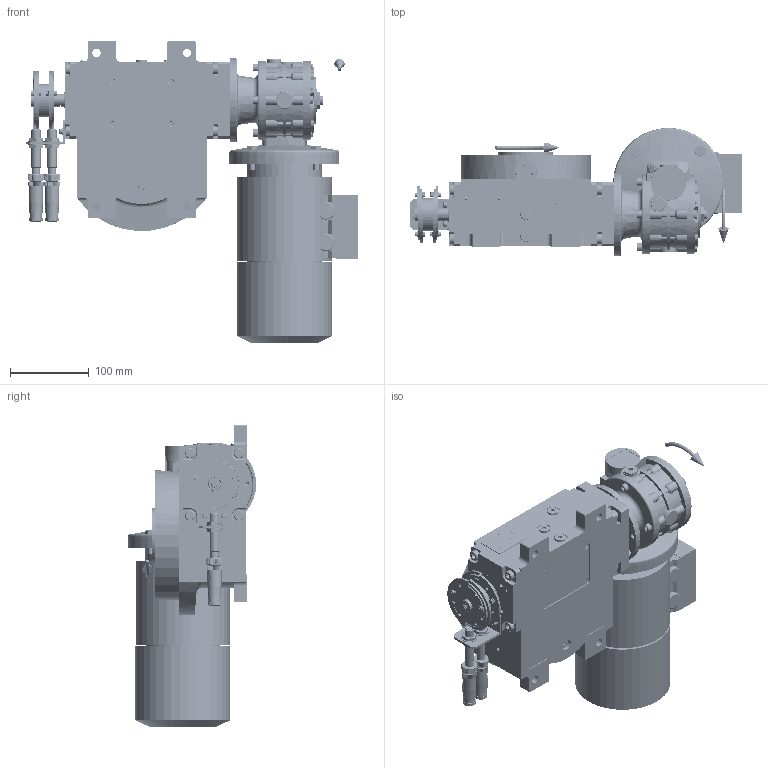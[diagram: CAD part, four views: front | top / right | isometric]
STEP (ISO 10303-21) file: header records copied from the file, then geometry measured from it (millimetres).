
FILE_DESCRIPTION (( 'STEP AP203' ), '1' );
FILE_NAME ('PC5200614.step', '2024-09-12T08:34:56', ( '' ), ( '' ), 'SwSTEP 2.0', 'SolidWorks 2020', '' );
FILE_SCHEMA (( 'CONFIG_CONTROL_DESIGN' ));
Length unit declared in the file: millimetre
Products named in the file (86): cfn2000_01_147; cfn2107_01_001; cfn2000_01_184; AS_900_38_10_028; cfn2000_01_129; cfn2151_01_087; cfn2276_01_065; AS_rig04_071_6_m; rig04_004; cfn2476_01_001_48x38; CFN2356_03_051.stp; cfn2155_01_038; cfn2400_04_024; cfn2128_05_006; AS_rig04_002_bl_004; freccia_angolare_albero; cfn2115_02_213; freccia_angolare; AS_cfn2476_01_001_48x38; cfn2003_01_063; AS_rig04_004_s_001; AS_900_38_30_003; RIG06_021_AF0.stp; cfn2155_01_055; cfn2128_04_011; rig04_007_master; olio_agip_blasia_150; CFN2203_02_001.stp; PC5200614; rig04_001_a; rig04_004_s_002; cfn2104_01_016; cfn2070_05_001; 900_00_00_005; BM63B5; rig04_004_s_001; CFN2155_01_007.stp; AS_900_00_00_005; rig04_015; RIG04_005_ASM.stp ...
Assembly tree (83 placements, depth 5):
  cfn2151_01_087
  cfn2276_01_065
  CFN2356_03_051.stp
  cfn2115_02_213
  rig04_007_master
Bounding box: 421.5 x 163 x 382.99 mm (x, y, z)
Volume: 4873508.2 mm3; surface area: 807277.5 mm2
Topology: 84 solids, 88 shells, 5971 faces, 15199 edges, 9653 vertices
Faces by surface type: plane 2743, cylinder 2044, cone 995, torus 165, bspline 18, sphere 6
Entity records: 166398 total; most frequent: CARTESIAN_POINT 41510, DIRECTION 24273, ORIENTED_EDGE 24116, EDGE_CURVE 12058, AXIS2_PLACEMENT_3D 8904, VERTEX_POINT 7743, LINE 6465, VECTOR 6465
